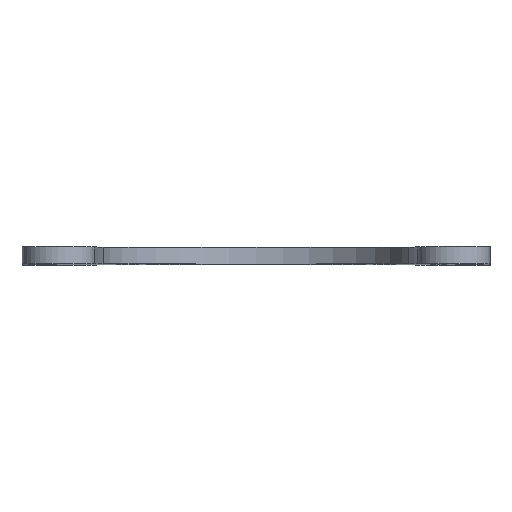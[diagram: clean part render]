
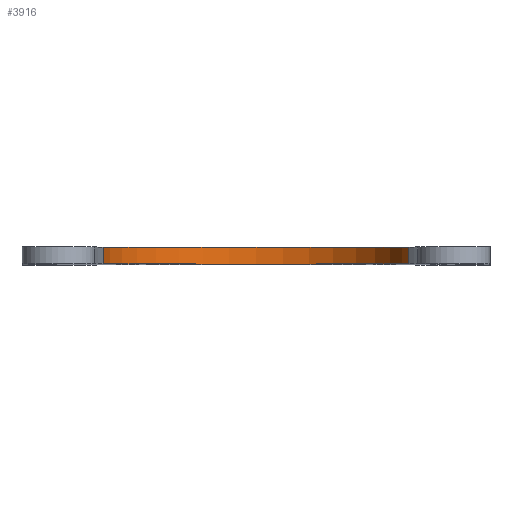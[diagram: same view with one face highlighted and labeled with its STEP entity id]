
A CAD part, top view. The second image highlights one B-rep face of the part: STEP entity #3916.
In plain terms, the highlighted cylindrical face has radius 27.87 mm (diameter 55.74 mm), a partial arc.
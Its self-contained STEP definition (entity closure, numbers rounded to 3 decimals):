
#348=FACE_OUTER_BOUND('',#540,.T.);
#540=EDGE_LOOP('',(#3221,#3222,#3223,#3224));
#950=LINE('',#6672,#1288);
#951=LINE('',#6678,#1289);
#1288=VECTOR('',#5522,10.);
#1289=VECTOR('',#5529,10.);
#1517=CIRCLE('',#4349,27.87);
#1518=CIRCLE('',#4350,27.87);
#1897=VERTEX_POINT('',#6668);
#1898=VERTEX_POINT('',#6670);
#1899=VERTEX_POINT('',#6674);
#1900=VERTEX_POINT('',#6676);
#2464=EDGE_CURVE('',#1897,#1898,#950,.T.);
#2465=EDGE_CURVE('',#1899,#1897,#1517,.T.);
#2466=EDGE_CURVE('',#1900,#1898,#1518,.T.);
#2467=EDGE_CURVE('',#1899,#1900,#951,.T.);
#3221=ORIENTED_EDGE('',*,*,#2465,.T.);
#3222=ORIENTED_EDGE('',*,*,#2464,.T.);
#3223=ORIENTED_EDGE('',*,*,#2466,.F.);
#3224=ORIENTED_EDGE('',*,*,#2467,.F.);
#3726=CYLINDRICAL_SURFACE('',#4348,27.87);
#3916=ADVANCED_FACE('',(#348),#3726,.F.);
#4348=AXIS2_PLACEMENT_3D('',#6673,#5523,#5524);
#4349=AXIS2_PLACEMENT_3D('',#6675,#5525,#5526);
#4350=AXIS2_PLACEMENT_3D('',#6677,#5527,#5528);
#5522=DIRECTION('',(0.,-1.,0.));
#5523=DIRECTION('center_axis',(0.,-1.,0.));
#5524=DIRECTION('ref_axis',(0.984,0.,-0.178));
#5525=DIRECTION('center_axis',(0.,1.,0.));
#5526=DIRECTION('ref_axis',(0.984,0.,-0.178));
#5527=DIRECTION('center_axis',(0.,1.,0.));
#5528=DIRECTION('ref_axis',(0.984,0.,-0.178));
#5529=DIRECTION('',(0.,-1.,0.));
#6668=CARTESIAN_POINT('',(0.823,0.,87.422));
#6670=CARTESIAN_POINT('',(0.823,-3.,87.422));
#6672=CARTESIAN_POINT('',(0.823,0.,87.422));
#6673=CARTESIAN_POINT('Origin',(28.25,0.,92.37));
#6674=CARTESIAN_POINT('',(55.677,0.,87.422));
#6675=CARTESIAN_POINT('Origin',(28.25,0.,92.37));
#6676=CARTESIAN_POINT('',(55.677,-3.,87.422));
#6677=CARTESIAN_POINT('Origin',(28.25,-3.,92.37));
#6678=CARTESIAN_POINT('',(55.677,0.,87.422));
